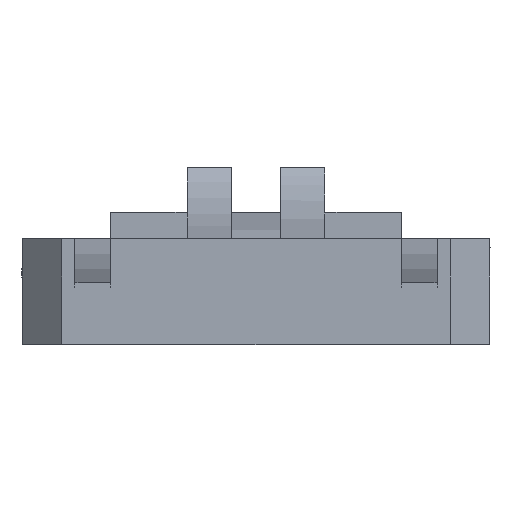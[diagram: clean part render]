
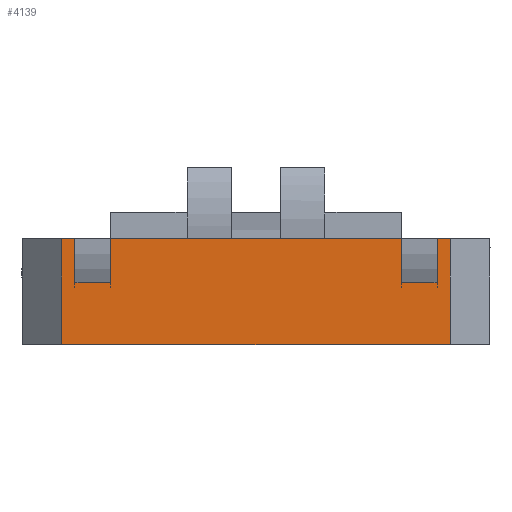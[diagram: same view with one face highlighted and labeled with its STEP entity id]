
A CAD part, front view. The second image highlights one B-rep face of the part: STEP entity #4139.
In plain terms, the highlighted planar face has unit normal (0, -1, 0).
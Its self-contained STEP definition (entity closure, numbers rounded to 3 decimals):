
#33 = CARTESIAN_POINT ( 'NONE',  ( 3.5, 0., 7. ) ) ;
#42 = EDGE_CURVE ( 'NONE', #1358, #2473, #1248, .T. ) ;
#58 = DIRECTION ( 'NONE',  ( -1., 0., 0. ) ) ;
#80 = LINE ( 'NONE', #2333, #1747 ) ;
#200 = EDGE_CURVE ( 'NONE', #2638, #1729, #2633, .T. ) ;
#260 = CARTESIAN_POINT ( 'NONE',  ( 1.5, 0., 28.25 ) ) ;
#340 = VECTOR ( 'NONE', #723, 1000. ) ;
#364 = LINE ( 'NONE', #3638, #3823 ) ;
#392 = LINE ( 'NONE', #33, #340 ) ;
#538 = CARTESIAN_POINT ( 'NONE',  ( 44., 0., 12. ) ) ;
#588 = CARTESIAN_POINT ( 'NONE',  ( 0., 0., 12. ) ) ;
#632 = VERTEX_POINT ( 'NONE', #2188 ) ;
#633 = ORIENTED_EDGE ( 'NONE', *, *, #3417, .T. ) ;
#723 = DIRECTION ( 'NONE',  ( 1., 0., 0. ) ) ;
#755 = CARTESIAN_POINT ( 'NONE',  ( 38.5, 0., 7. ) ) ;
#860 = VECTOR ( 'NONE', #2645, 1000. ) ;
#900 = DIRECTION ( 'NONE',  ( 0., -1., 0. ) ) ;
#915 = VECTOR ( 'NONE', #3964, 1000. ) ;
#958 = CARTESIAN_POINT ( 'NONE',  ( 0., 0., 12. ) ) ;
#1000 = DIRECTION ( 'NONE',  ( 1., 0., 0. ) ) ;
#1091 = VECTOR ( 'NONE', #1000, 1000. ) ;
#1149 = CARTESIAN_POINT ( 'NONE',  ( 38.5, 0., -0.15 ) ) ;
#1181 = ORIENTED_EDGE ( 'NONE', *, *, #3786, .F. ) ;
#1239 = LINE ( 'NONE', #260, #1346 ) ;
#1248 = LINE ( 'NONE', #2277, #3257 ) ;
#1266 = CARTESIAN_POINT ( 'NONE',  ( 0., 0., 0. ) ) ;
#1346 = VECTOR ( 'NONE', #2313, 1000. ) ;
#1358 = VERTEX_POINT ( 'NONE', #538 ) ;
#1402 = VERTEX_POINT ( 'NONE', #588 ) ;
#1429 = VECTOR ( 'NONE', #2133, 1000. ) ;
#1495 = DIRECTION ( 'NONE',  ( 0., 0., 1. ) ) ;
#1556 = CARTESIAN_POINT ( 'NONE',  ( 0., 0., 0. ) ) ;
#1580 = CARTESIAN_POINT ( 'NONE',  ( 38.5, 0., 12. ) ) ;
#1586 = EDGE_CURVE ( 'NONE', #4330, #1358, #364, .T. ) ;
#1617 = CARTESIAN_POINT ( 'NONE',  ( 0., 0., 12. ) ) ;
#1666 = CARTESIAN_POINT ( 'NONE',  ( 44., 0., 0. ) ) ;
#1668 = LINE ( 'NONE', #1904, #3443 ) ;
#1698 = ORIENTED_EDGE ( 'NONE', *, *, #2145, .F. ) ;
#1704 = LINE ( 'NONE', #958, #3669 ) ;
#1723 = CARTESIAN_POINT ( 'NONE',  ( 42.5, 0., 7. ) ) ;
#1729 = VERTEX_POINT ( 'NONE', #1723 ) ;
#1747 = VECTOR ( 'NONE', #2295, 1000. ) ;
#1748 = FACE_OUTER_BOUND ( 'NONE', #1860, .T. ) ;
#1859 = LINE ( 'NONE', #1617, #860 ) ;
#1860 = EDGE_LOOP ( 'NONE', ( #3865, #1181, #1995, #3621, #633, #3203, #4158, #1698, #2359, #2095, #3705, #4191 ) ) ;
#1904 = CARTESIAN_POINT ( 'NONE',  ( -11.125, 0., 0. ) ) ;
#1916 = LINE ( 'NONE', #1149, #1429 ) ;
#1983 = CARTESIAN_POINT ( 'NONE',  ( 40.5, 0., 7. ) ) ;
#1995 = ORIENTED_EDGE ( 'NONE', *, *, #200, .F. ) ;
#2095 = ORIENTED_EDGE ( 'NONE', *, *, #4225, .F. ) ;
#2133 = DIRECTION ( 'NONE',  ( 0., 0., -1. ) ) ;
#2145 = EDGE_CURVE ( 'NONE', #4310, #3377, #1239, .T. ) ;
#2188 = CARTESIAN_POINT ( 'NONE',  ( 5.5, 0., 7. ) ) ;
#2277 = CARTESIAN_POINT ( 'NONE',  ( 0., 0., 12. ) ) ;
#2295 = DIRECTION ( 'NONE',  ( 0., 0., 1. ) ) ;
#2313 = DIRECTION ( 'NONE',  ( 0., 0., -1. ) ) ;
#2333 = CARTESIAN_POINT ( 'NONE',  ( 5.5, 0., 15.15 ) ) ;
#2359 = ORIENTED_EDGE ( 'NONE', *, *, #3518, .T. ) ;
#2473 = VERTEX_POINT ( 'NONE', #2734 ) ;
#2553 = PLANE ( 'NONE',  #2936 ) ;
#2633 = LINE ( 'NONE', #1983, #1091 ) ;
#2638 = VERTEX_POINT ( 'NONE', #755 ) ;
#2645 = DIRECTION ( 'NONE',  ( -1., 0., 0. ) ) ;
#2714 = VECTOR ( 'NONE', #1495, 1000. ) ;
#2734 = CARTESIAN_POINT ( 'NONE',  ( 42.5, 0., 12. ) ) ;
#2876 = CARTESIAN_POINT ( 'NONE',  ( 1.5, 0., 7. ) ) ;
#2897 = DIRECTION ( 'NONE',  ( -1., 0., 0. ) ) ;
#2926 = LINE ( 'NONE', #3215, #2714 ) ;
#2928 = DIRECTION ( 'NONE',  ( 0., 0., -1. ) ) ;
#2936 = AXIS2_PLACEMENT_3D ( 'NONE', #1556, #900, #2928 ) ;
#3198 = VERTEX_POINT ( 'NONE', #1580 ) ;
#3203 = ORIENTED_EDGE ( 'NONE', *, *, #3397, .F. ) ;
#3215 = CARTESIAN_POINT ( 'NONE',  ( 42.5, 0., -4.25 ) ) ;
#3242 = VERTEX_POINT ( 'NONE', #3289 ) ;
#3257 = VECTOR ( 'NONE', #3282, 1000. ) ;
#3282 = DIRECTION ( 'NONE',  ( -1., 0., 0. ) ) ;
#3285 = EDGE_CURVE ( 'NONE', #4330, #4242, #1668, .T. ) ;
#3289 = CARTESIAN_POINT ( 'NONE',  ( 5.5, 0., 12. ) ) ;
#3377 = VERTEX_POINT ( 'NONE', #2876 ) ;
#3397 = EDGE_CURVE ( 'NONE', #632, #3242, #80, .T. ) ;
#3417 = EDGE_CURVE ( 'NONE', #3198, #3242, #1859, .T. ) ;
#3443 = VECTOR ( 'NONE', #2897, 1000. ) ;
#3518 = EDGE_CURVE ( 'NONE', #4310, #1402, #1704, .T. ) ;
#3621 = ORIENTED_EDGE ( 'NONE', *, *, #3928, .F. ) ;
#3622 = DIRECTION ( 'NONE',  ( 0., 0., 1. ) ) ;
#3638 = CARTESIAN_POINT ( 'NONE',  ( 44., 0., 0. ) ) ;
#3644 = CARTESIAN_POINT ( 'NONE',  ( 1.5, 0., 12. ) ) ;
#3669 = VECTOR ( 'NONE', #58, 1000. ) ;
#3705 = ORIENTED_EDGE ( 'NONE', *, *, #3285, .F. ) ;
#3786 = EDGE_CURVE ( 'NONE', #1729, #2473, #2926, .T. ) ;
#3823 = VECTOR ( 'NONE', #3622, 1000. ) ;
#3865 = ORIENTED_EDGE ( 'NONE', *, *, #42, .T. ) ;
#3928 = EDGE_CURVE ( 'NONE', #3198, #2638, #1916, .T. ) ;
#3964 = DIRECTION ( 'NONE',  ( 0., 0., 1. ) ) ;
#4110 = LINE ( 'NONE', #1266, #915 ) ;
#4139 = ADVANCED_FACE ( 'NONE', ( #1748 ), #2553, .T. ) ;
#4158 = ORIENTED_EDGE ( 'NONE', *, *, #4340, .F. ) ;
#4191 = ORIENTED_EDGE ( 'NONE', *, *, #1586, .T. ) ;
#4225 = EDGE_CURVE ( 'NONE', #4242, #1402, #4110, .T. ) ;
#4242 = VERTEX_POINT ( 'NONE', #4325 ) ;
#4310 = VERTEX_POINT ( 'NONE', #3644 ) ;
#4325 = CARTESIAN_POINT ( 'NONE',  ( 0., 0., 0. ) ) ;
#4330 = VERTEX_POINT ( 'NONE', #1666 ) ;
#4340 = EDGE_CURVE ( 'NONE', #3377, #632, #392, .T. ) ;
